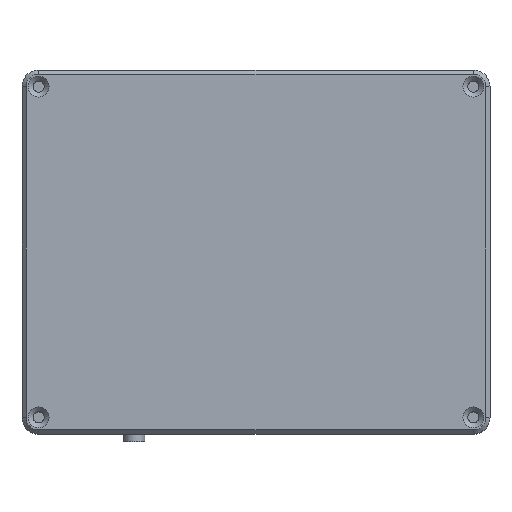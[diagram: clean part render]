
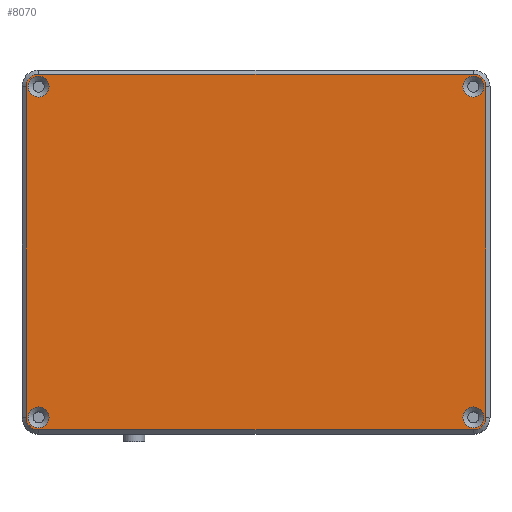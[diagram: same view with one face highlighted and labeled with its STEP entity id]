
A CAD part, top view. The second image highlights one B-rep face of the part: STEP entity #8070.
In plain terms, the highlighted planar face has unit normal (0, 0, 1).
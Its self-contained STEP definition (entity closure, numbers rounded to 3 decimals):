
#185=FACE_BOUND('',#1301,.T.);
#186=FACE_BOUND('',#1302,.T.);
#187=FACE_BOUND('',#1303,.T.);
#188=FACE_BOUND('',#1304,.T.);
#318=PLANE('',#8774);
#762=FACE_OUTER_BOUND('',#1300,.T.);
#1300=EDGE_LOOP('',(#7236,#7237,#7238,#7239,#7240,#7241,#7242,#7243));
#1301=EDGE_LOOP('',(#7244));
#1302=EDGE_LOOP('',(#7245));
#1303=EDGE_LOOP('',(#7246));
#1304=EDGE_LOOP('',(#7247));
#1566=CIRCLE('',#8773,4.);
#1567=CIRCLE('',#8775,4.8);
#1568=CIRCLE('',#8776,4.8);
#1569=CIRCLE('',#8777,4.8);
#1570=CIRCLE('',#8778,4.8);
#1571=CIRCLE('',#8779,4.);
#1572=CIRCLE('',#8780,4.);
#1573=CIRCLE('',#8781,4.);
#2469=LINE('',#23544,#3050);
#2470=LINE('',#23548,#3051);
#2471=LINE('',#23552,#3052);
#2472=LINE('',#23556,#3053);
#3050=VECTOR('',#10644,10.);
#3051=VECTOR('',#10647,10.);
#3052=VECTOR('',#10650,10.);
#3053=VECTOR('',#10653,10.);
#3814=VERTEX_POINT('',#23538);
#3815=VERTEX_POINT('',#23542);
#3816=VERTEX_POINT('',#23543);
#3817=VERTEX_POINT('',#23545);
#3818=VERTEX_POINT('',#23547);
#3819=VERTEX_POINT('',#23549);
#3820=VERTEX_POINT('',#23551);
#3821=VERTEX_POINT('',#23553);
#3822=VERTEX_POINT('',#23555);
#3823=VERTEX_POINT('',#23558);
#3824=VERTEX_POINT('',#23560);
#3825=VERTEX_POINT('',#23562);
#4960=EDGE_CURVE('',#3814,#3814,#1566,.T.);
#4962=EDGE_CURVE('',#3815,#3816,#2469,.T.);
#4963=EDGE_CURVE('',#3817,#3815,#1567,.T.);
#4964=EDGE_CURVE('',#3818,#3817,#2470,.T.);
#4965=EDGE_CURVE('',#3819,#3818,#1568,.T.);
#4966=EDGE_CURVE('',#3820,#3819,#2471,.T.);
#4967=EDGE_CURVE('',#3821,#3820,#1569,.T.);
#4968=EDGE_CURVE('',#3822,#3821,#2472,.T.);
#4969=EDGE_CURVE('',#3816,#3822,#1570,.T.);
#4970=EDGE_CURVE('',#3823,#3823,#1571,.T.);
#4971=EDGE_CURVE('',#3824,#3824,#1572,.T.);
#4972=EDGE_CURVE('',#3825,#3825,#1573,.T.);
#7236=ORIENTED_EDGE('',*,*,#4962,.F.);
#7237=ORIENTED_EDGE('',*,*,#4963,.F.);
#7238=ORIENTED_EDGE('',*,*,#4964,.F.);
#7239=ORIENTED_EDGE('',*,*,#4965,.F.);
#7240=ORIENTED_EDGE('',*,*,#4966,.F.);
#7241=ORIENTED_EDGE('',*,*,#4967,.F.);
#7242=ORIENTED_EDGE('',*,*,#4968,.F.);
#7243=ORIENTED_EDGE('',*,*,#4969,.F.);
#7244=ORIENTED_EDGE('',*,*,#4970,.F.);
#7245=ORIENTED_EDGE('',*,*,#4971,.F.);
#7246=ORIENTED_EDGE('',*,*,#4972,.F.);
#7247=ORIENTED_EDGE('',*,*,#4960,.F.);
#8070=ADVANCED_FACE('',(#762,#185,#186,#187,#188),#318,.T.);
#8773=AXIS2_PLACEMENT_3D('',#23539,#10639,#10640);
#8774=AXIS2_PLACEMENT_3D('',#23541,#10642,#10643);
#8775=AXIS2_PLACEMENT_3D('',#23546,#10645,#10646);
#8776=AXIS2_PLACEMENT_3D('',#23550,#10648,#10649);
#8777=AXIS2_PLACEMENT_3D('',#23554,#10651,#10652);
#8778=AXIS2_PLACEMENT_3D('',#23557,#10654,#10655);
#8779=AXIS2_PLACEMENT_3D('',#23559,#10656,#10657);
#8780=AXIS2_PLACEMENT_3D('',#23561,#10658,#10659);
#8781=AXIS2_PLACEMENT_3D('',#23563,#10660,#10661);
#10639=DIRECTION('center_axis',(0.,0.,1.));
#10640=DIRECTION('ref_axis',(1.,0.,0.));
#10642=DIRECTION('center_axis',(0.,0.,1.));
#10643=DIRECTION('ref_axis',(-1.,0.,0.));
#10644=DIRECTION('',(0.,1.,0.));
#10645=DIRECTION('center_axis',(0.,0.,-1.));
#10646=DIRECTION('ref_axis',(-1.,0.,0.));
#10647=DIRECTION('',(-1.,0.,0.));
#10648=DIRECTION('center_axis',(0.,0.,-1.));
#10649=DIRECTION('ref_axis',(0.,-1.,0.));
#10650=DIRECTION('',(0.,-1.,0.));
#10651=DIRECTION('center_axis',(0.,0.,-1.));
#10652=DIRECTION('ref_axis',(1.,0.,0.));
#10653=DIRECTION('',(1.,0.,0.));
#10654=DIRECTION('center_axis',(0.,0.,-1.));
#10655=DIRECTION('ref_axis',(0.,1.,0.));
#10656=DIRECTION('center_axis',(0.,0.,1.));
#10657=DIRECTION('ref_axis',(1.,0.,0.));
#10658=DIRECTION('center_axis',(0.,0.,1.));
#10659=DIRECTION('ref_axis',(1.,0.,0.));
#10660=DIRECTION('center_axis',(0.,0.,1.));
#10661=DIRECTION('ref_axis',(1.,0.,0.));
#23538=CARTESIAN_POINT('',(169.6,6.4,74.));
#23539=CARTESIAN_POINT('Origin',(173.6,6.4,74.));
#23541=CARTESIAN_POINT('Origin',(90.,70.,74.));
#23542=CARTESIAN_POINT('',(1.6,6.4,74.));
#23543=CARTESIAN_POINT('',(1.6,133.6,74.));
#23544=CARTESIAN_POINT('',(1.6,101.8,74.));
#23545=CARTESIAN_POINT('',(6.4,1.6,74.));
#23546=CARTESIAN_POINT('Origin',(6.4,6.4,74.));
#23547=CARTESIAN_POINT('',(173.6,1.6,74.));
#23548=CARTESIAN_POINT('',(48.2,1.6,74.));
#23549=CARTESIAN_POINT('',(178.4,6.4,74.));
#23550=CARTESIAN_POINT('Origin',(173.6,6.4,74.));
#23551=CARTESIAN_POINT('',(178.4,133.6,74.));
#23552=CARTESIAN_POINT('',(178.4,38.2,74.));
#23553=CARTESIAN_POINT('',(173.6,138.4,74.));
#23554=CARTESIAN_POINT('Origin',(173.6,133.6,74.));
#23555=CARTESIAN_POINT('',(6.4,138.4,74.));
#23556=CARTESIAN_POINT('',(131.8,138.4,74.));
#23557=CARTESIAN_POINT('Origin',(6.4,133.6,74.));
#23558=CARTESIAN_POINT('',(169.6,133.6,74.));
#23559=CARTESIAN_POINT('Origin',(173.6,133.6,74.));
#23560=CARTESIAN_POINT('',(2.4,6.4,74.));
#23561=CARTESIAN_POINT('Origin',(6.4,6.4,74.));
#23562=CARTESIAN_POINT('',(2.4,133.6,74.));
#23563=CARTESIAN_POINT('Origin',(6.4,133.6,74.));
